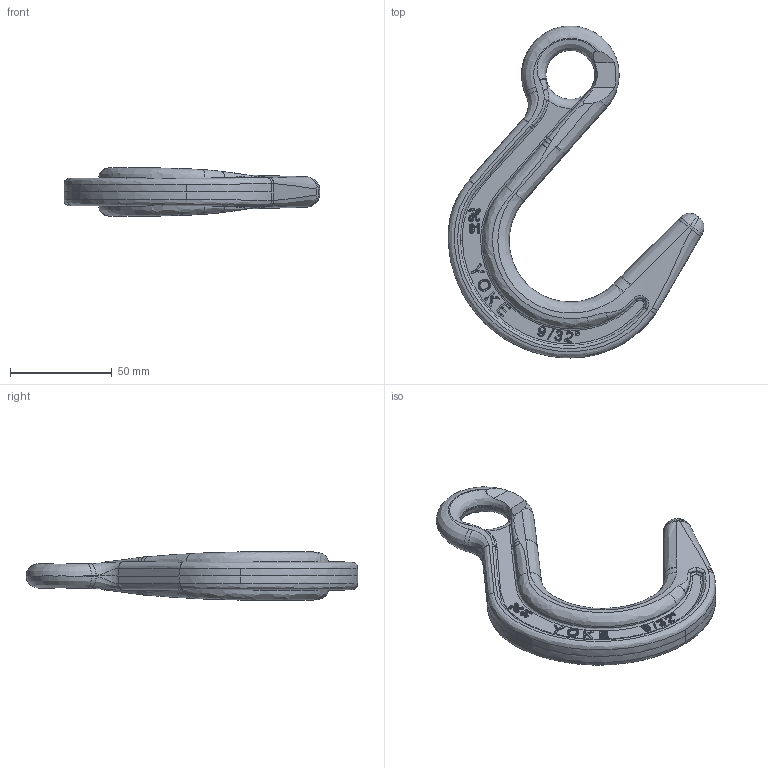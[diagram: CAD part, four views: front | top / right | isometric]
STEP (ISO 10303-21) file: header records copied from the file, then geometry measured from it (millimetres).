
FILE_DESCRIPTION(('CATIA V5 STEP Exchange'),'2;1');
FILE_NAME('X-047-07.stp','2019-08-16T02:06:50+00:00',('none'),('none'),'CATIA Version 5 Release 21 GA (IN-10)','CATIA V5 STEP AP203','none');
FILE_SCHEMA(('CONFIG_CONTROL_DESIGN'));
Products named in the file (1): X-047-07
Bounding box: 125.62 x 163 x 23.85 mm (x, y, z)
Volume: 99818.3 mm3; surface area: 23852.5 mm2
Topology: 1 solids, 1 shells, 3202 faces, 7596 edges, 4381 vertices
Faces by surface type: bspline 1441, cylinder 741, sphere 685, plane 173, torus 162
Entity records: 168107 total; most frequent: CARTESIAN_POINT 110169, ORIENTED_EDGE 15102, EDGE_CURVE 7551, DIRECTION 6197, B_SPLINE_CURVE_WITH_KNOTS 4739, VERTEX_POINT 4381, AXIS2_PLACEMENT_3D 3315, EDGE_LOOP 3234
